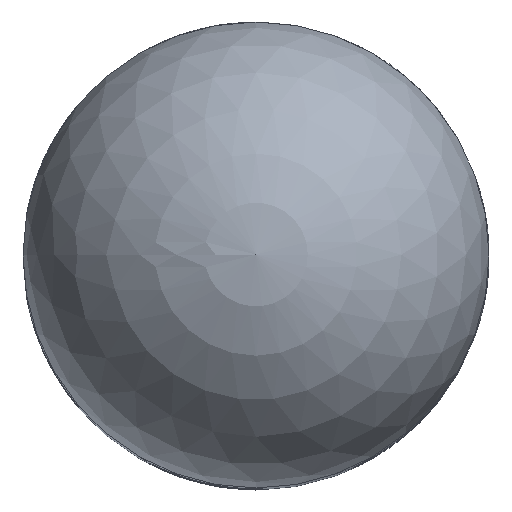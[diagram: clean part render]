
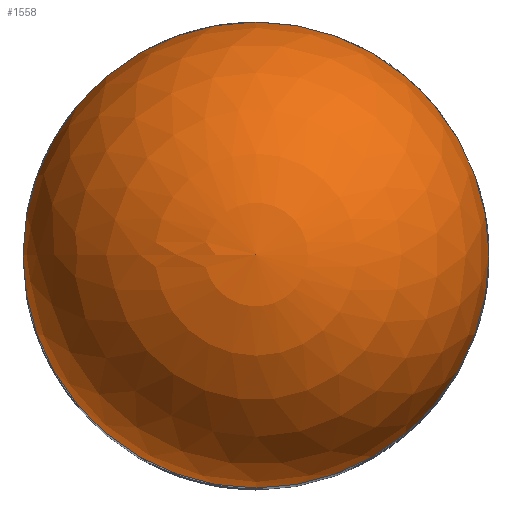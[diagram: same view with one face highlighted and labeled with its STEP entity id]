
A CAD part, top view. The second image highlights one B-rep face of the part: STEP entity #1558.
In plain terms, the highlighted spherical face has radius 6 mm.
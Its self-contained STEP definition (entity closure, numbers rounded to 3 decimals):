
#268=SPHERICAL_SURFACE('',#1699,6.);
#441=FACE_OUTER_BOUND('',#525,.T.);
#525=EDGE_LOOP('',(#1506,#1507,#1508));
#535=CIRCLE('',#1600,6.);
#537=CIRCLE('',#1700,6.);
#574=VERTEX_POINT('',#2349);
#721=VERTEX_POINT('',#4316);
#767=EDGE_CURVE('',#574,#574,#535,.T.);
#984=EDGE_CURVE('',#721,#574,#537,.T.);
#1506=ORIENTED_EDGE('',*,*,#767,.T.);
#1507=ORIENTED_EDGE('',*,*,#984,.F.);
#1508=ORIENTED_EDGE('',*,*,#984,.T.);
#1558=ADVANCED_FACE('',(#441),#268,.T.);
#1600=AXIS2_PLACEMENT_3D('',#2350,#1761,#1762);
#1699=AXIS2_PLACEMENT_3D('',#4315,#1997,#1998);
#1700=AXIS2_PLACEMENT_3D('',#4317,#1999,#2000);
#1761=DIRECTION('center_axis',(0.,0.,1.));
#1762=DIRECTION('ref_axis',(1.,0.,0.));
#1997=DIRECTION('center_axis',(0.,0.,1.));
#1998=DIRECTION('ref_axis',(1.,0.,0.));
#1999=DIRECTION('center_axis',(0.,-1.,0.));
#2000=DIRECTION('ref_axis',(-1.,0.,0.));
#2349=CARTESIAN_POINT('',(-6.,0.,30.));
#2350=CARTESIAN_POINT('Origin',(0.,0.,30.));
#4315=CARTESIAN_POINT('Origin',(0.,0.,30.));
#4316=CARTESIAN_POINT('',(0.,0.,36.));
#4317=CARTESIAN_POINT('Origin',(0.,0.,30.));
